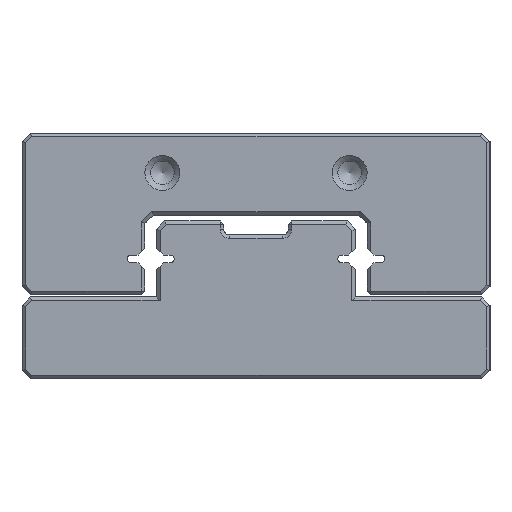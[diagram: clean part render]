
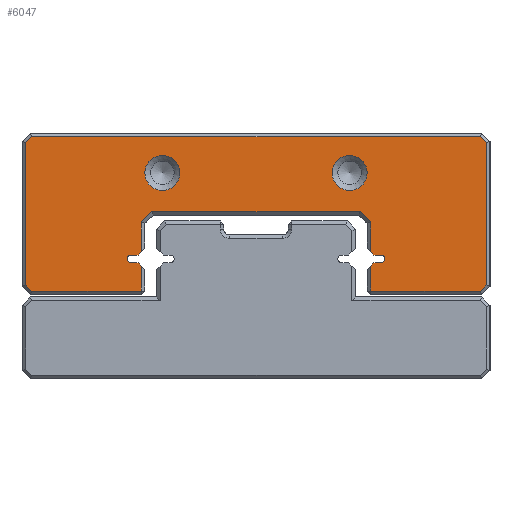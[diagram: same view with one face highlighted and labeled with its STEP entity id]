
A CAD part, left-side view. The second image highlights one B-rep face of the part: STEP entity #6047.
In plain terms, the highlighted planar face has unit normal (-1, 0, 0).
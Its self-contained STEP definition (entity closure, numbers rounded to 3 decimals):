
#5096=FACE_BOUND('',#9313,.T.);
#5097=FACE_BOUND('',#9314,.T.);
#5098=FACE_BOUND('',#9315,.T.);
#5597=CIRCLE('',#25609,0.333);
#5614=CIRCLE('',#25634,0.333);
#5618=CIRCLE('',#25644,1.5);
#5619=CIRCLE('',#25645,1.5);
#6047=ADVANCED_FACE('',(#5096,#5097,#5098),#7198,.T.);
#7198=PLANE('',#25646);
#9313=EDGE_LOOP('',(#12164,#12165,#12166,#12167,#12168,#12169,#12170,#12171,
#12172,#12173,#12174,#12175,#12176,#12177,#12178,#12179,#12180,#12181,#12182,
#12183,#12184,#12185,#12186,#12187,#12188,#12189));
#9314=EDGE_LOOP('',(#12190));
#9315=EDGE_LOOP('',(#12191));
#12164=ORIENTED_EDGE('',*,*,#19142,.F.);
#12165=ORIENTED_EDGE('',*,*,#19183,.T.);
#12166=ORIENTED_EDGE('',*,*,#19184,.T.);
#12167=ORIENTED_EDGE('',*,*,#19185,.T.);
#12168=ORIENTED_EDGE('',*,*,#19186,.T.);
#12169=ORIENTED_EDGE('',*,*,#19187,.T.);
#12170=ORIENTED_EDGE('',*,*,#19099,.F.);
#12171=ORIENTED_EDGE('',*,*,#19093,.F.);
#12172=ORIENTED_EDGE('',*,*,#19090,.F.);
#12173=ORIENTED_EDGE('',*,*,#19087,.F.);
#12174=ORIENTED_EDGE('',*,*,#19085,.F.);
#12175=ORIENTED_EDGE('',*,*,#19188,.T.);
#12176=ORIENTED_EDGE('',*,*,#19189,.T.);
#12177=ORIENTED_EDGE('',*,*,#19190,.T.);
#12178=ORIENTED_EDGE('',*,*,#19191,.T.);
#12179=ORIENTED_EDGE('',*,*,#19192,.T.);
#12180=ORIENTED_EDGE('',*,*,#19193,.T.);
#12181=ORIENTED_EDGE('',*,*,#19194,.T.);
#12182=ORIENTED_EDGE('',*,*,#19195,.T.);
#12183=ORIENTED_EDGE('',*,*,#19196,.T.);
#12184=ORIENTED_EDGE('',*,*,#19197,.T.);
#12185=ORIENTED_EDGE('',*,*,#19198,.T.);
#12186=ORIENTED_EDGE('',*,*,#19156,.F.);
#12187=ORIENTED_EDGE('',*,*,#19150,.F.);
#12188=ORIENTED_EDGE('',*,*,#19147,.F.);
#12189=ORIENTED_EDGE('',*,*,#19144,.F.);
#12190=ORIENTED_EDGE('',*,*,#19199,.T.);
#12191=ORIENTED_EDGE('',*,*,#19200,.T.);
#16967=VERTEX_POINT('',#34167);
#16968=VERTEX_POINT('',#34169);
#16969=VERTEX_POINT('',#34173);
#16971=VERTEX_POINT('',#34179);
#16973=VERTEX_POINT('',#34185);
#16978=VERTEX_POINT('',#34197);
#17018=VERTEX_POINT('',#34283);
#17019=VERTEX_POINT('',#34285);
#17020=VERTEX_POINT('',#34289);
#17022=VERTEX_POINT('',#34295);
#17024=VERTEX_POINT('',#34301);
#17029=VERTEX_POINT('',#34313);
#17052=VERTEX_POINT('',#34367);
#17053=VERTEX_POINT('',#34369);
#17054=VERTEX_POINT('',#34371);
#17055=VERTEX_POINT('',#34373);
#17056=VERTEX_POINT('',#34376);
#17057=VERTEX_POINT('',#34378);
#17058=VERTEX_POINT('',#34380);
#17059=VERTEX_POINT('',#34382);
#17060=VERTEX_POINT('',#34384);
#17061=VERTEX_POINT('',#34386);
#17062=VERTEX_POINT('',#34388);
#17063=VERTEX_POINT('',#34390);
#17064=VERTEX_POINT('',#34392);
#17065=VERTEX_POINT('',#34394);
#17066=VERTEX_POINT('',#34397);
#17067=VERTEX_POINT('',#34399);
#19085=EDGE_CURVE('',#16967,#16968,#21598,.T.);
#19087=EDGE_CURVE('',#16968,#16969,#21600,.T.);
#19090=EDGE_CURVE('',#16969,#16971,#5597,.T.);
#19093=EDGE_CURVE('',#16971,#16973,#21604,.T.);
#19099=EDGE_CURVE('',#16973,#16978,#21610,.T.);
#19142=EDGE_CURVE('',#17018,#17019,#21638,.T.);
#19144=EDGE_CURVE('',#17019,#17020,#21640,.T.);
#19147=EDGE_CURVE('',#17020,#17022,#5614,.T.);
#19150=EDGE_CURVE('',#17022,#17024,#21644,.T.);
#19156=EDGE_CURVE('',#17024,#17029,#21650,.T.);
#19183=EDGE_CURVE('',#17018,#17052,#21675,.T.);
#19184=EDGE_CURVE('',#17052,#17053,#21676,.T.);
#19185=EDGE_CURVE('',#17053,#17054,#21677,.T.);
#19186=EDGE_CURVE('',#17054,#17055,#21678,.T.);
#19187=EDGE_CURVE('',#17055,#16978,#21679,.T.);
#19188=EDGE_CURVE('',#16967,#17056,#21680,.T.);
#19189=EDGE_CURVE('',#17056,#17057,#21681,.T.);
#19190=EDGE_CURVE('',#17057,#17058,#21682,.T.);
#19191=EDGE_CURVE('',#17058,#17059,#21683,.T.);
#19192=EDGE_CURVE('',#17059,#17060,#21684,.T.);
#19193=EDGE_CURVE('',#17060,#17061,#21685,.T.);
#19194=EDGE_CURVE('',#17061,#17062,#21686,.T.);
#19195=EDGE_CURVE('',#17062,#17063,#21687,.T.);
#19196=EDGE_CURVE('',#17063,#17064,#21688,.T.);
#19197=EDGE_CURVE('',#17064,#17065,#21689,.T.);
#19198=EDGE_CURVE('',#17065,#17029,#21690,.T.);
#19199=EDGE_CURVE('',#17066,#17066,#5618,.T.);
#19200=EDGE_CURVE('',#17067,#17067,#5619,.T.);
#21598=LINE('',#34168,#23754);
#21600=LINE('',#34172,#23756);
#21604=LINE('',#34184,#23760);
#21610=LINE('',#34196,#23766);
#21638=LINE('',#34284,#23794);
#21640=LINE('',#34288,#23796);
#21644=LINE('',#34300,#23800);
#21650=LINE('',#34312,#23806);
#21675=LINE('',#34366,#23831);
#21676=LINE('',#34368,#23832);
#21677=LINE('',#34370,#23833);
#21678=LINE('',#34372,#23834);
#21679=LINE('',#34374,#23835);
#21680=LINE('',#34375,#23836);
#21681=LINE('',#34377,#23837);
#21682=LINE('',#34379,#23838);
#21683=LINE('',#34381,#23839);
#21684=LINE('',#34383,#23840);
#21685=LINE('',#34385,#23841);
#21686=LINE('',#34387,#23842);
#21687=LINE('',#34389,#23843);
#21688=LINE('',#34391,#23844);
#21689=LINE('',#34393,#23845);
#21690=LINE('',#34395,#23846);
#23754=VECTOR('',#28199,1.);
#23756=VECTOR('',#28203,1.);
#23760=VECTOR('',#28215,1.);
#23766=VECTOR('',#28223,1.);
#23794=VECTOR('',#28289,1.);
#23796=VECTOR('',#28293,1.);
#23800=VECTOR('',#28305,1.);
#23806=VECTOR('',#28313,1.);
#23831=VECTOR('',#28350,1.);
#23832=VECTOR('',#28351,1.);
#23833=VECTOR('',#28352,1.);
#23834=VECTOR('',#28353,1.);
#23835=VECTOR('',#28354,1.);
#23836=VECTOR('',#28355,1.);
#23837=VECTOR('',#28356,1.);
#23838=VECTOR('',#28357,1.);
#23839=VECTOR('',#28358,1.);
#23840=VECTOR('',#28359,1.);
#23841=VECTOR('',#28360,1.);
#23842=VECTOR('',#28361,1.);
#23843=VECTOR('',#28362,1.);
#23844=VECTOR('',#28363,1.);
#23845=VECTOR('',#28364,1.);
#23846=VECTOR('',#28365,1.);
#25609=AXIS2_PLACEMENT_3D('',#34178,#28208,#28209);
#25634=AXIS2_PLACEMENT_3D('',#34294,#28298,#28299);
#25644=AXIS2_PLACEMENT_3D('',#34396,#28366,#28367);
#25645=AXIS2_PLACEMENT_3D('',#34398,#28368,#28369);
#25646=AXIS2_PLACEMENT_3D('',#34400,#28370,#28371);
#28199=DIRECTION('',(0.,-0.707,0.707));
#28203=DIRECTION('',(0.,-1.,0.));
#28208=DIRECTION('',(-1.,0.,0.));
#28209=DIRECTION('',(0.,0.,-1.));
#28215=DIRECTION('',(0.,1.,0.));
#28223=DIRECTION('',(0.,0.707,0.707));
#28289=DIRECTION('',(0.,0.707,-0.707));
#28293=DIRECTION('',(0.,1.,0.));
#28298=DIRECTION('',(-1.,0.,0.));
#28299=DIRECTION('',(0.,0.,1.));
#28305=DIRECTION('',(0.,-1.,0.));
#28313=DIRECTION('',(0.,-0.707,-0.707));
#28350=DIRECTION('',(0.,0.,1.));
#28351=DIRECTION('',(0.,-0.707,0.707));
#28352=DIRECTION('',(0.,-1.,0.));
#28353=DIRECTION('',(0.,-0.707,-0.707));
#28354=DIRECTION('',(0.,0.,-1.));
#28355=DIRECTION('',(0.,0.,-1.));
#28356=DIRECTION('',(0.,-1.,0.));
#28357=DIRECTION('',(0.,-0.707,0.707));
#28358=DIRECTION('',(0.,0.,1.));
#28359=DIRECTION('',(0.,0.707,0.707));
#28360=DIRECTION('',(0.,1.,0.));
#28361=DIRECTION('',(0.,0.707,-0.707));
#28362=DIRECTION('',(0.,0.,-1.));
#28363=DIRECTION('',(0.,-0.707,-0.707));
#28364=DIRECTION('',(0.,-1.,0.));
#28365=DIRECTION('',(0.,0.,1.));
#28366=DIRECTION('',(1.,0.,0.));
#28367=DIRECTION('',(0.,0.,-1.));
#28368=DIRECTION('',(1.,0.,0.));
#28369=DIRECTION('',(0.,0.,-1.));
#28370=DIRECTION('',(-1.,0.,0.));
#28371=DIRECTION('',(0.,0.,-1.));
#34167=CARTESIAN_POINT('',(80.,10.2,9.636));
#34168=CARTESIAN_POINT('',(80.,10.5,9.336));
#34169=CARTESIAN_POINT('',(80.,9.919,9.917));
#34172=CARTESIAN_POINT('',(80.,9.919,9.917));
#34173=CARTESIAN_POINT('',(80.,9.333,9.917));
#34178=CARTESIAN_POINT('',(80.,9.333,10.25));
#34179=CARTESIAN_POINT('',(80.,9.333,10.583));
#34184=CARTESIAN_POINT('',(80.,9.333,10.583));
#34185=CARTESIAN_POINT('',(80.,9.919,10.583));
#34196=CARTESIAN_POINT('',(80.,9.919,10.583));
#34197=CARTESIAN_POINT('',(80.,10.2,10.864));
#34283=CARTESIAN_POINT('',(80.,29.8,10.864));
#34284=CARTESIAN_POINT('',(80.,29.5,11.164));
#34285=CARTESIAN_POINT('',(80.,30.081,10.583));
#34288=CARTESIAN_POINT('',(80.,30.081,10.583));
#34289=CARTESIAN_POINT('',(80.,30.667,10.583));
#34294=CARTESIAN_POINT('',(80.,30.667,10.25));
#34295=CARTESIAN_POINT('',(80.,30.667,9.917));
#34300=CARTESIAN_POINT('',(80.,30.667,9.917));
#34301=CARTESIAN_POINT('',(80.,30.081,9.917));
#34312=CARTESIAN_POINT('',(80.,30.081,9.917));
#34313=CARTESIAN_POINT('',(80.,29.8,9.636));
#34366=CARTESIAN_POINT('',(80.,29.8,13.3));
#34367=CARTESIAN_POINT('',(80.,29.8,13.424));
#34368=CARTESIAN_POINT('',(80.,29.012,14.212));
#34369=CARTESIAN_POINT('',(80.,28.924,14.3));
#34370=CARTESIAN_POINT('',(80.,11.2,14.3));
#34371=CARTESIAN_POINT('',(80.,11.076,14.3));
#34372=CARTESIAN_POINT('',(80.,10.288,13.512));
#34373=CARTESIAN_POINT('',(80.,10.2,13.424));
#34374=CARTESIAN_POINT('',(80.,10.2,11.164));
#34375=CARTESIAN_POINT('',(80.,10.2,7.2));
#34376=CARTESIAN_POINT('',(80.,10.2,7.5));
#34377=CARTESIAN_POINT('',(80.,0.7,7.5));
#34378=CARTESIAN_POINT('',(80.,0.824,7.5));
#34379=CARTESIAN_POINT('',(80.,3.704,4.62));
#34380=CARTESIAN_POINT('',(80.,0.3,8.024));
#34381=CARTESIAN_POINT('',(80.,0.3,20.3));
#34382=CARTESIAN_POINT('',(80.,0.3,20.176));
#34383=CARTESIAN_POINT('',(80.,-0.146,19.73));
#34384=CARTESIAN_POINT('',(80.,0.824,20.7));
#34385=CARTESIAN_POINT('',(80.,39.3,20.7));
#34386=CARTESIAN_POINT('',(80.,39.176,20.7));
#34387=CARTESIAN_POINT('',(80.,29.48,30.396));
#34388=CARTESIAN_POINT('',(80.,39.7,20.176));
#34389=CARTESIAN_POINT('',(80.,39.7,7.9));
#34390=CARTESIAN_POINT('',(80.,39.7,8.024));
#34391=CARTESIAN_POINT('',(80.,25.63,-6.046));
#34392=CARTESIAN_POINT('',(80.,39.176,7.5));
#34393=CARTESIAN_POINT('',(80.,29.5,7.5));
#34394=CARTESIAN_POINT('',(80.,29.8,7.5));
#34395=CARTESIAN_POINT('',(80.,29.8,9.336));
#34396=CARTESIAN_POINT('',(80.,12.,17.6));
#34397=CARTESIAN_POINT('',(80.,12.,16.1));
#34398=CARTESIAN_POINT('',(80.,28.,17.6));
#34399=CARTESIAN_POINT('',(80.,28.,16.1));
#34400=CARTESIAN_POINT('',(80.,9.333,10.25));
